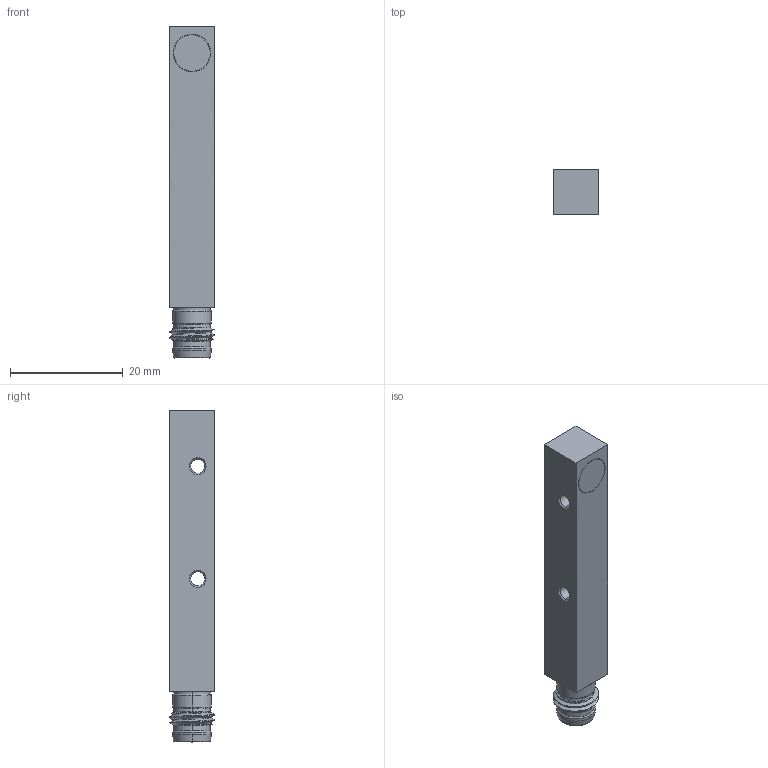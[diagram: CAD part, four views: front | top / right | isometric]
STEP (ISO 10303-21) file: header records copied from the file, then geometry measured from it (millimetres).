
FILE_DESCRIPTION (( 'STEP AP214' ), '1' );
FILE_NAME ('CR8-AN-1F.STEP', '2025-04-16T16:35:51', ( '' ), ( '' ), 'SwSTEP 2.0', 'SolidWorks 2024', '' );
FILE_SCHEMA (( 'AUTOMOTIVE_DESIGN' ));
Length unit declared in the file: millimetre
Products named in the file (1): CR8-AN-1F
Bounding box: 8 x 8 x 59 mm (x, y, z)
Volume: 3332.7 mm3; surface area: 2248.3 mm2
Topology: 4 solids, 4 shells, 76 faces, 192 edges, 124 vertices
Faces by surface type: cylinder 26, cone 20, plane 12, torus 9, sphere 6, bspline 3
Full cylindrical faces by diameter (mm): 1 x3, 5.8 x1
Entity records: 3290 total; most frequent: CARTESIAN_POINT 1666, ORIENTED_EDGE 346, DIRECTION 265, EDGE_CURVE 173, AXIS2_PLACEMENT_3D 120, VERTEX_POINT 118, B_SPLINE_CURVE_WITH_KNOTS 102, EDGE_LOOP 93
